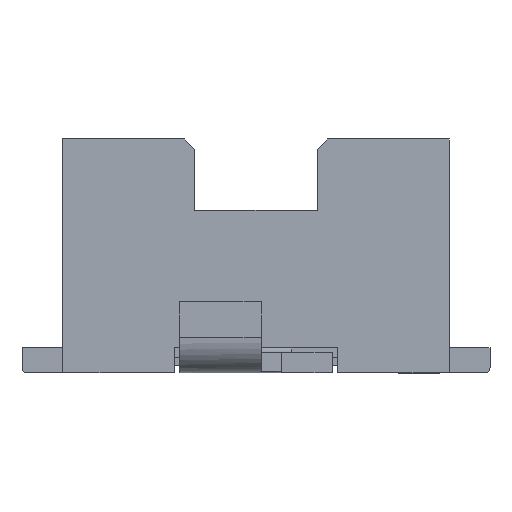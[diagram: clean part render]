
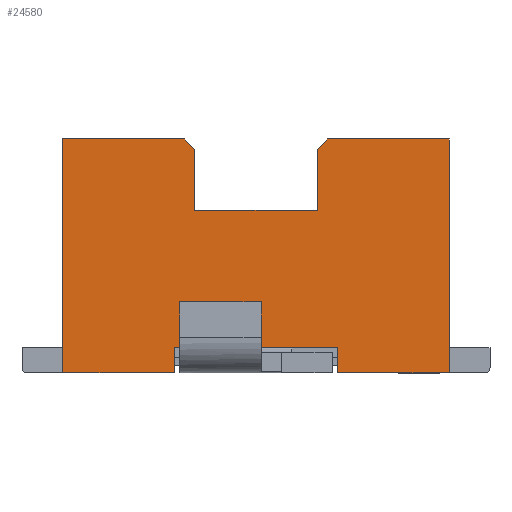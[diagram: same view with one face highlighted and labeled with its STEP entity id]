
A CAD part, left-side view. The second image highlights one B-rep face of the part: STEP entity #24580.
In plain terms, the highlighted face is planar.
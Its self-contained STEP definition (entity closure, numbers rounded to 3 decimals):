
#10210=CARTESIAN_POINT('',(-11.51,2.55,2.68));
#10220=VERTEX_POINT('',#10210);
#10250=CARTESIAN_POINT('',(-11.51,2.55,2.68));
#10260=DIRECTION('',(1.,0.,0.));
#10270=VECTOR('',#10260,1.);
#10280=LINE('',#10250,#10270);
#10290=CARTESIAN_POINT('',(-10.31,2.55,2.68));
#10300=VERTEX_POINT('',#10290);
#10310=EDGE_CURVE('',#10220,#10300,#10280,.T.);
#12000=CARTESIAN_POINT('',(-10.31,0.25,2.68));
#12010=DIRECTION('',(0.,1.,0.));
#12020=VECTOR('',#12010,1.);
#12030=LINE('',#12000,#12020);
#12040=CARTESIAN_POINT('',(-10.31,0.25,2.68));
#12050=VERTEX_POINT('',#12040);
#12060=EDGE_CURVE('',#12050,#10300,#12030,.T.);
#23200=CARTESIAN_POINT('',(-10.31,0.25,2.68));
#23210=DIRECTION('',(-1.,0.,0.));
#23220=VECTOR('',#23210,1.);
#23230=LINE('',#23200,#23220);
#23240=CARTESIAN_POINT('',(-11.41,0.25,2.68));
#23250=VERTEX_POINT('',#23240);
#23260=EDGE_CURVE('',#12050,#23250,#23230,.T.);
#23420=CARTESIAN_POINT('',(-11.41,0.25,2.68));
#23430=DIRECTION('',(0.,1.,0.));
#23440=VECTOR('',#23430,1.);
#23450=LINE('',#23420,#23440);
#23460=CARTESIAN_POINT('',(-11.41,0.5,2.68));
#23470=VERTEX_POINT('',#23460);
#23480=EDGE_CURVE('',#23250,#23470,#23450,.T.);
#23690=CARTESIAN_POINT('',(-14.11,0.25,2.68));
#23700=DIRECTION('',(0.,0.,-1.));
#23710=DIRECTION('',(1.,0.,0.));
#23720=AXIS2_PLACEMENT_3D('',#23690,#23700,#23710);
#23730=PLANE('',#23720);
#23740=CARTESIAN_POINT('',(-12.91,2.55,2.68));
#23750=DIRECTION('',(0.707,-0.707,0.));
#23760=VECTOR('',#23750,1.);
#23770=LINE('',#23740,#23760);
#23780=CARTESIAN_POINT('',(-12.91,2.55,2.68));
#23790=VERTEX_POINT('',#23780);
#23800=CARTESIAN_POINT('',(-12.81,2.45,2.68));
#23810=VERTEX_POINT('',#23800);
#23820=EDGE_CURVE('',#23790,#23810,#23770,.T.);
#23830=ORIENTED_EDGE('',*,*,#23820,.T.);
#23840=CARTESIAN_POINT('',(-14.11,2.55,2.68));
#23850=DIRECTION('',(1.,0.,0.));
#23860=VECTOR('',#23850,1.);
#23870=LINE('',#23840,#23860);
#23880=CARTESIAN_POINT('',(-14.11,2.55,2.68));
#23890=VERTEX_POINT('',#23880);
#23900=EDGE_CURVE('',#23890,#23790,#23870,.T.);
#23910=ORIENTED_EDGE('',*,*,#23900,.T.);
#23920=CARTESIAN_POINT('',(-14.11,0.25,2.68));
#23930=DIRECTION('',(0.,1.,0.));
#23940=VECTOR('',#23930,1.);
#23950=LINE('',#23920,#23940);
#23960=CARTESIAN_POINT('',(-14.11,0.25,2.68));
#23970=VERTEX_POINT('',#23960);
#23980=EDGE_CURVE('',#23970,#23890,#23950,.T.);
#23990=ORIENTED_EDGE('',*,*,#23980,.T.);
#24000=CARTESIAN_POINT('',(-13.01,0.25,2.68));
#24010=DIRECTION('',(-1.,0.,0.));
#24020=VECTOR('',#24010,1.);
#24030=LINE('',#24000,#24020);
#24040=CARTESIAN_POINT('',(-13.01,0.25,2.68));
#24050=VERTEX_POINT('',#24040);
#24060=EDGE_CURVE('',#24050,#23970,#24030,.T.);
#24070=ORIENTED_EDGE('',*,*,#24060,.T.);
#24080=CARTESIAN_POINT('',(-13.01,0.5,2.68));
#24090=DIRECTION('',(0.,-1.,0.));
#24100=VECTOR('',#24090,1.);
#24110=LINE('',#24080,#24100);
#24120=CARTESIAN_POINT('',(-13.01,0.5,2.68));
#24130=VERTEX_POINT('',#24120);
#24140=EDGE_CURVE('',#24130,#24050,#24110,.T.);
#24150=ORIENTED_EDGE('',*,*,#24140,.T.);
#24160=CARTESIAN_POINT('',(-11.41,0.5,2.68));
#24170=DIRECTION('',(-1.,0.,0.));
#24180=VECTOR('',#24170,1.);
#24190=LINE('',#24160,#24180);
#24200=EDGE_CURVE('',#23470,#24130,#24190,.T.);
#24210=ORIENTED_EDGE('',*,*,#24200,.T.);
#24220=ORIENTED_EDGE('',*,*,#23480,.T.);
#24230=ORIENTED_EDGE('',*,*,#23260,.T.);
#24240=ORIENTED_EDGE('',*,*,#12060,.F.);
#24250=ORIENTED_EDGE('',*,*,#10310,.T.);
#24260=CARTESIAN_POINT('',(-11.61,2.45,2.68));
#24270=DIRECTION('',(0.707,0.707,0.));
#24280=VECTOR('',#24270,1.);
#24290=LINE('',#24260,#24280);
#24300=CARTESIAN_POINT('',(-11.61,2.45,2.68));
#24310=VERTEX_POINT('',#24300);
#24320=EDGE_CURVE('',#24310,#10220,#24290,.T.);
#24330=ORIENTED_EDGE('',*,*,#24320,.T.);
#24340=CARTESIAN_POINT('',(-11.61,2.45,2.68));
#24350=DIRECTION('',(0.,-1.,0.));
#24360=VECTOR('',#24350,1.);
#24370=LINE('',#24340,#24360);
#24380=CARTESIAN_POINT('',(-11.61,1.85,2.68));
#24390=VERTEX_POINT('',#24380);
#24400=EDGE_CURVE('',#24310,#24390,#24370,.T.);
#24410=ORIENTED_EDGE('',*,*,#24400,.F.);
#24420=CARTESIAN_POINT('',(-12.81,1.85,2.68));
#24430=DIRECTION('',(1.,0.,0.));
#24440=VECTOR('',#24430,1.);
#24450=LINE('',#24420,#24440);
#24460=CARTESIAN_POINT('',(-12.81,1.85,2.68));
#24470=VERTEX_POINT('',#24460);
#24480=EDGE_CURVE('',#24470,#24390,#24450,.T.);
#24490=ORIENTED_EDGE('',*,*,#24480,.T.);
#24500=CARTESIAN_POINT('',(-12.81,1.85,2.68));
#24510=DIRECTION('',(0.,1.,0.));
#24520=VECTOR('',#24510,1.);
#24530=LINE('',#24500,#24520);
#24540=EDGE_CURVE('',#24470,#23810,#24530,.T.);
#24550=ORIENTED_EDGE('',*,*,#24540,.F.);
#24560=EDGE_LOOP('',(#24550,#24490,#24410,#24330,#24250,#24240,#24230,
#24220,#24210,#24150,#24070,#23990,#23910,#23830));
#24570=FACE_OUTER_BOUND('',#24560,.T.);
#24580=ADVANCED_FACE('',(#24570),#23730,.T.);
